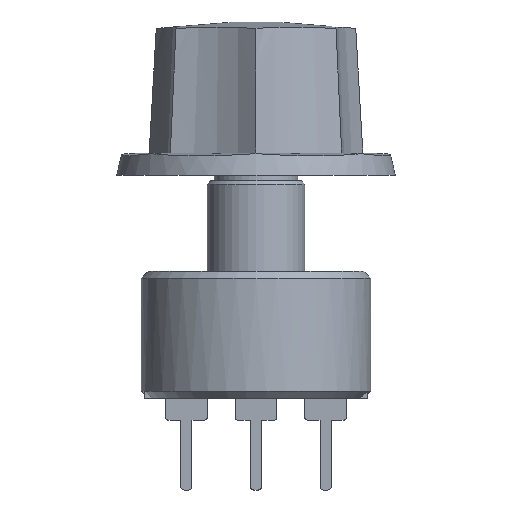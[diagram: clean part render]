
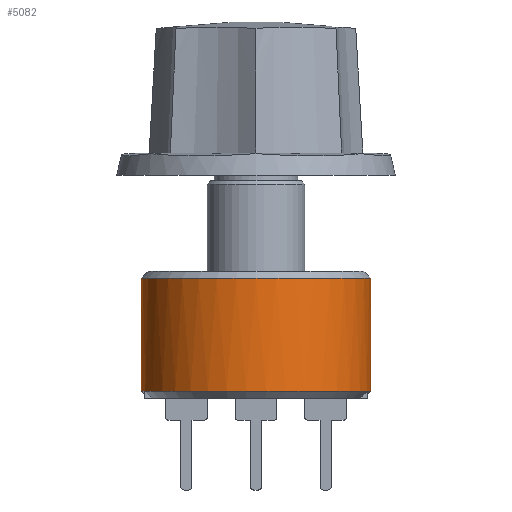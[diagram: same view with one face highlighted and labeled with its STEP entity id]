
A CAD part, left-side view. The second image highlights one B-rep face of the part: STEP entity #5082.
In plain terms, the highlighted cylindrical face has radius 8.25 mm (diameter 16.5 mm), a full revolution.
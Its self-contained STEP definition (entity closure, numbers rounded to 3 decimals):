
#4932 = VERTEX_POINT('',#4933);
#4933 = CARTESIAN_POINT('',(2.016,-8.,0.5));
#4940 = EDGE_CURVE('',#4941,#4932,#4943,.T.);
#4941 = VERTEX_POINT('',#4942);
#4942 = CARTESIAN_POINT('',(2.016,-8.,1.));
#4943 = LINE('',#4944,#4945);
#4944 = CARTESIAN_POINT('',(2.016,-8.,0.));
#4945 = VECTOR('',#4946,1.);
#4946 = DIRECTION('',(-0.,-0.,-1.));
#5007 = VERTEX_POINT('',#5008);
#5008 = CARTESIAN_POINT('',(2.016,8.,0.5));
#5015 = EDGE_CURVE('',#5016,#5007,#5018,.T.);
#5016 = VERTEX_POINT('',#5017);
#5017 = CARTESIAN_POINT('',(2.016,8.,1.));
#5018 = LINE('',#5019,#5020);
#5019 = CARTESIAN_POINT('',(2.016,8.,0.));
#5020 = VECTOR('',#5021,1.);
#5021 = DIRECTION('',(-0.,-0.,-1.));
#5038 = EDGE_CURVE('',#5007,#4932,#5039,.T.);
#5039 = CIRCLE('',#5040,8.25);
#5040 = AXIS2_PLACEMENT_3D('',#5041,#5042,#5043);
#5041 = CARTESIAN_POINT('',(0.,0.,0.5));
#5042 = DIRECTION('',(0.,0.,1.));
#5043 = DIRECTION('',(1.,0.,0.));
#5058 = EDGE_CURVE('',#5016,#5059,#5061,.T.);
#5059 = VERTEX_POINT('',#5060);
#5060 = CARTESIAN_POINT('',(8.25,0.,1.));
#5061 = CIRCLE('',#5062,8.25);
#5062 = AXIS2_PLACEMENT_3D('',#5063,#5064,#5065);
#5063 = CARTESIAN_POINT('',(0.,0.,1.));
#5064 = DIRECTION('',(0.,0.,-1.));
#5065 = DIRECTION('',(1.,0.,0.));
#5067 = EDGE_CURVE('',#5059,#4941,#5068,.T.);
#5068 = CIRCLE('',#5069,8.25);
#5069 = AXIS2_PLACEMENT_3D('',#5070,#5071,#5072);
#5070 = CARTESIAN_POINT('',(0.,0.,1.));
#5071 = DIRECTION('',(0.,0.,-1.));
#5072 = DIRECTION('',(1.,0.,0.));
#5082 = ADVANCED_FACE('',(#5083),#5165,.T.);
#5083 = FACE_BOUND('',#5084,.F.);
#5084 = EDGE_LOOP('',(#5085,#5086,#5087,#5088,#5096,#5105,#5113,#5122,
    #5130,#5137,#5138,#5147,#5155,#5162,#5163,#5164));
#5085 = ORIENTED_EDGE('',*,*,#5038,.F.);
#5086 = ORIENTED_EDGE('',*,*,#5015,.F.);
#5087 = ORIENTED_EDGE('',*,*,#5058,.T.);
#5088 = ORIENTED_EDGE('',*,*,#5089,.T.);
#5089 = EDGE_CURVE('',#5059,#5090,#5092,.T.);
#5090 = VERTEX_POINT('',#5091);
#5091 = CARTESIAN_POINT('',(8.25,0.,7.));
#5092 = LINE('',#5093,#5094);
#5093 = CARTESIAN_POINT('',(8.25,0.,0.));
#5094 = VECTOR('',#5095,1.);
#5095 = DIRECTION('',(0.,0.,1.));
#5096 = ORIENTED_EDGE('',*,*,#5097,.F.);
#5097 = EDGE_CURVE('',#5098,#5090,#5100,.T.);
#5098 = VERTEX_POINT('',#5099);
#5099 = CARTESIAN_POINT('',(2.016,8.,7.));
#5100 = CIRCLE('',#5101,8.25);
#5101 = AXIS2_PLACEMENT_3D('',#5102,#5103,#5104);
#5102 = CARTESIAN_POINT('',(0.,0.,7.));
#5103 = DIRECTION('',(0.,0.,-1.));
#5104 = DIRECTION('',(1.,0.,0.));
#5105 = ORIENTED_EDGE('',*,*,#5106,.F.);
#5106 = EDGE_CURVE('',#5107,#5098,#5109,.T.);
#5107 = VERTEX_POINT('',#5108);
#5108 = CARTESIAN_POINT('',(2.016,8.,8.));
#5109 = LINE('',#5110,#5111);
#5110 = CARTESIAN_POINT('',(2.016,8.,0.));
#5111 = VECTOR('',#5112,1.);
#5112 = DIRECTION('',(-0.,-0.,-1.));
#5113 = ORIENTED_EDGE('',*,*,#5114,.T.);
#5114 = EDGE_CURVE('',#5107,#5115,#5117,.T.);
#5115 = VERTEX_POINT('',#5116);
#5116 = CARTESIAN_POINT('',(8.25,0.,8.));
#5117 = CIRCLE('',#5118,8.25);
#5118 = AXIS2_PLACEMENT_3D('',#5119,#5120,#5121);
#5119 = CARTESIAN_POINT('',(0.,0.,8.));
#5120 = DIRECTION('',(0.,0.,-1.));
#5121 = DIRECTION('',(1.,0.,0.));
#5122 = ORIENTED_EDGE('',*,*,#5123,.T.);
#5123 = EDGE_CURVE('',#5115,#5124,#5126,.T.);
#5124 = VERTEX_POINT('',#5125);
#5125 = CARTESIAN_POINT('',(8.25,0.,8.6));
#5126 = LINE('',#5127,#5128);
#5127 = CARTESIAN_POINT('',(8.25,0.,0.));
#5128 = VECTOR('',#5129,1.);
#5129 = DIRECTION('',(0.,0.,1.));
#5130 = ORIENTED_EDGE('',*,*,#5131,.T.);
#5131 = EDGE_CURVE('',#5124,#5124,#5132,.T.);
#5132 = CIRCLE('',#5133,8.25);
#5133 = AXIS2_PLACEMENT_3D('',#5134,#5135,#5136);
#5134 = CARTESIAN_POINT('',(0.,0.,8.6));
#5135 = DIRECTION('',(0.,0.,1.));
#5136 = DIRECTION('',(1.,0.,0.));
#5137 = ORIENTED_EDGE('',*,*,#5123,.F.);
#5138 = ORIENTED_EDGE('',*,*,#5139,.T.);
#5139 = EDGE_CURVE('',#5115,#5140,#5142,.T.);
#5140 = VERTEX_POINT('',#5141);
#5141 = CARTESIAN_POINT('',(2.016,-8.,8.));
#5142 = CIRCLE('',#5143,8.25);
#5143 = AXIS2_PLACEMENT_3D('',#5144,#5145,#5146);
#5144 = CARTESIAN_POINT('',(0.,0.,8.));
#5145 = DIRECTION('',(0.,0.,-1.));
#5146 = DIRECTION('',(1.,0.,0.));
#5147 = ORIENTED_EDGE('',*,*,#5148,.T.);
#5148 = EDGE_CURVE('',#5140,#5149,#5151,.T.);
#5149 = VERTEX_POINT('',#5150);
#5150 = CARTESIAN_POINT('',(2.016,-8.,7.));
#5151 = LINE('',#5152,#5153);
#5152 = CARTESIAN_POINT('',(2.016,-8.,0.));
#5153 = VECTOR('',#5154,1.);
#5154 = DIRECTION('',(-0.,-0.,-1.));
#5155 = ORIENTED_EDGE('',*,*,#5156,.F.);
#5156 = EDGE_CURVE('',#5090,#5149,#5157,.T.);
#5157 = CIRCLE('',#5158,8.25);
#5158 = AXIS2_PLACEMENT_3D('',#5159,#5160,#5161);
#5159 = CARTESIAN_POINT('',(0.,0.,7.));
#5160 = DIRECTION('',(0.,0.,-1.));
#5161 = DIRECTION('',(1.,0.,0.));
#5162 = ORIENTED_EDGE('',*,*,#5089,.F.);
#5163 = ORIENTED_EDGE('',*,*,#5067,.T.);
#5164 = ORIENTED_EDGE('',*,*,#4940,.T.);
#5165 = CYLINDRICAL_SURFACE('',#5166,8.25);
#5166 = AXIS2_PLACEMENT_3D('',#5167,#5168,#5169);
#5167 = CARTESIAN_POINT('',(0.,0.,0.));
#5168 = DIRECTION('',(-0.,-0.,-1.));
#5169 = DIRECTION('',(1.,0.,0.));
